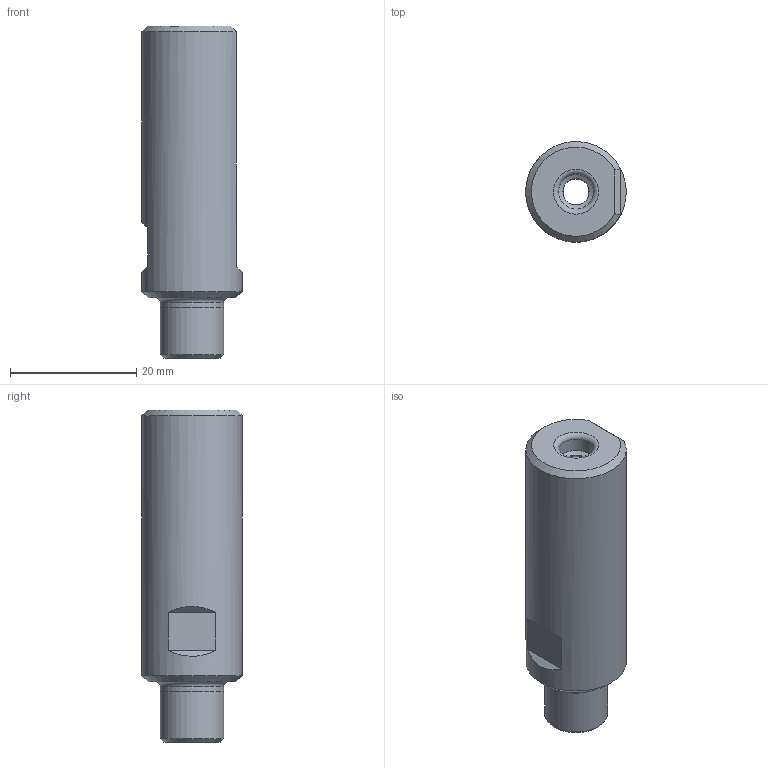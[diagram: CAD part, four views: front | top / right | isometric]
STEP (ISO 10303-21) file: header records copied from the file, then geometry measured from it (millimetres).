
FILE_DESCRIPTION(/* description */ (''),/* implementation_level */ '2;1');
FILE_NAME(/* name */ '461620811.stp',/* time_stamp */ '2021-01-19T15:51:37',/* author */ ('LRA'),/* organization */ ('REGO-FIX'),/* preprocessor_version */ ' Unknown',/* originating_system */ 'SIEMENS PLM Software Solid Edge ST10',/* authorization */ 'Unknown');
FILE_SCHEMA (('AUTOMOTIVE_DESIGN { 1 0 10303 214 2 1 1}'));
Length unit declared in the file: millimetre
Products named in the file (1): NOCUT
Bounding box: 15.88 x 15.88 x 52.5 mm (x, y, z)
Volume: 8024 mm3; surface area: 3462.9 mm2
Topology: 1 solids, 1 shells, 26 faces, 55 edges, 33 vertices
Faces by surface type: plane 9, cylinder 8, cone 6, torus 3
Full cylindrical faces by diameter (mm): 4.134 x3, 5.2 x1, 5.5 x1, 10 x2, 15.875 x1
Entity records: 816 total; most frequent: DIRECTION 115, CARTESIAN_POINT 108, ORIENTED_EDGE 72, AXIS2_PLACEMENT_3D 53, EDGE_LOOP 46, FACE_BOUND 46, EDGE_CURVE 36, VERTEX_POINT 30
